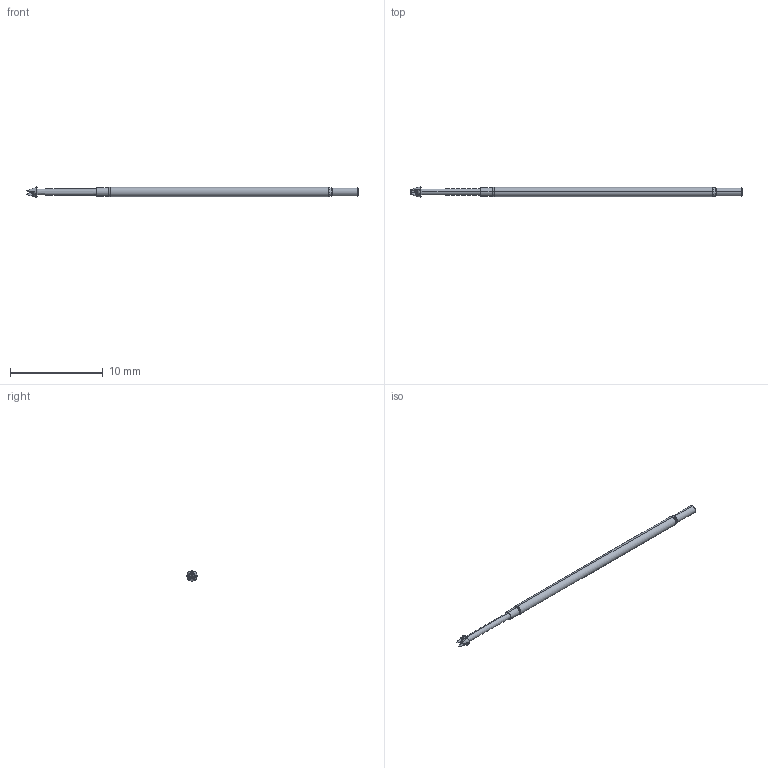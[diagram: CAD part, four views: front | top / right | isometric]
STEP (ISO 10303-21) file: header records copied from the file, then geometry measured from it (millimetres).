
FILE_DESCRIPTION (( 'STEP AP214' ), '1' );
FILE_NAME ('X50-PRP2508_-_.STEP', '2016-04-04T19:37:31', ( 'spare' ), ( '' ), 'SwSTEP 2.0', 'SolidWorks 2016', '' );
FILE_SCHEMA (( 'AUTOMOTIVE_DESIGN' ));
Length unit declared in the file: inch
Products named in the file (1): X50-PRP2508_-_
Bounding box: 35.81 x 1.14 x 1.14 mm (x, y, z)
Volume: 24.8 mm3; surface area: 106.3 mm2
Topology: 1 solids, 1 shells, 67 faces, 142 edges, 78 vertices
Faces by surface type: cylinder 36, cone 18, torus 8, plane 5
Entity records: 2701 total; most frequent: CARTESIAN_POINT 507, ORIENTED_EDGE 284, DIRECTION 252, EDGE_CURVE 142, AXIS2_PLACEMENT_3D 114, VERTEX_POINT 78, UNCERTAINTY_MEASURE_WITH_UNIT 70, LENGTH_MEASURE_WITH_UNIT 70
